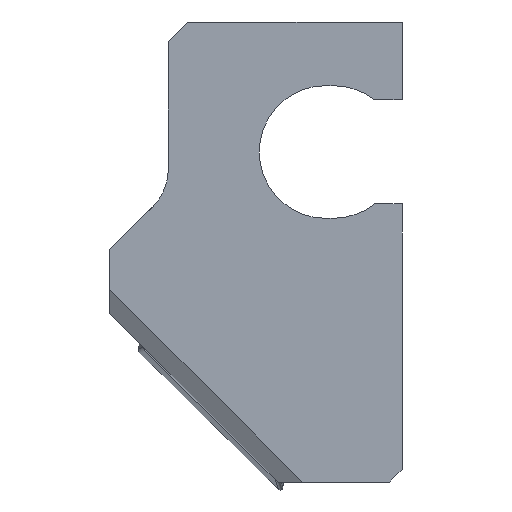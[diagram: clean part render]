
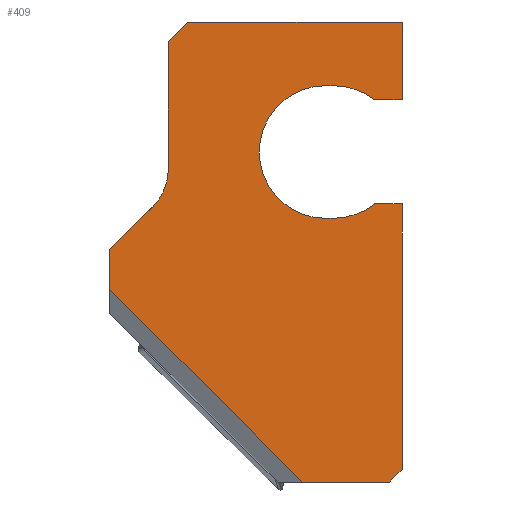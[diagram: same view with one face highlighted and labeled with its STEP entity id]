
A CAD part, front view. The second image highlights one B-rep face of the part: STEP entity #409.
In plain terms, the highlighted planar face has unit normal (0, -1, 0).
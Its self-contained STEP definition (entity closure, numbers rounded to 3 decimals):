
#174=EDGE_CURVE('240[2]',#513,#514,#515,.T.);
#178=EDGE_CURVE('240[2]',#521,#522,#523,.T.);
#194=EDGE_CURVE('240[2]',#548,#549,#550,.T.);
#212=EDGE_CURVE('240[2]',#576,#577,#578,.T.);
#235=EDGE_CURVE('240[2]',#613,#537,#614,.T.);
#261=EDGE_CURVE('240[2]',#651,#652,#653,.T.);
#279=EDGE_CURVE('240[2]',#577,#537,#678,.T.);
#285=EDGE_CURVE('240[2]',#652,#521,#686,.T.);
#358=EDGE_CURVE('240[2]',#634,#534,#781,.T.);
#372=EDGE_CURVE('240[2]',#630,#680,#797,.T.);
#374=EDGE_CURVE('240[2]',#799,#634,#800,.T.);
#409=ADVANCED_FACE('240[2]',(#843),#844,.T.);
#420=EDGE_CURVE('240[2]',#522,#576,#856,.T.);
#428=EDGE_CURVE('240[2]',#534,#651,#864,.T.);
#434=EDGE_CURVE('240[2]',#514,#870,#871,.T.);
#458=EDGE_CURVE('240[2]',#549,#513,#896,.T.);
#460=EDGE_CURVE('240[2]',#613,#548,#898,.T.);
#464=EDGE_CURVE('240[2]',#870,#630,#902,.T.);
#484=EDGE_CURVE('240[2]',#680,#799,#924,.T.);
#513=VERTEX_POINT('',#948);
#514=VERTEX_POINT('',#949);
#515=LINE('',#950,#951);
#521=VERTEX_POINT('',#959);
#522=VERTEX_POINT('',#960);
#523=LINE('',#961,#962);
#534=VERTEX_POINT('',#976);
#537=VERTEX_POINT('',#981);
#548=VERTEX_POINT('',#998);
#549=VERTEX_POINT('',#999);
#550=LINE('',#1000,#1001);
#576=VERTEX_POINT('',#1036);
#577=VERTEX_POINT('',#1037);
#578=LINE('',#1038,#1039);
#613=VERTEX_POINT('',#1089);
#614=LINE('',#1090,#1091);
#630=VERTEX_POINT('',#1114);
#634=VERTEX_POINT('',#1120);
#651=VERTEX_POINT('',#1144);
#652=VERTEX_POINT('',#1145);
#653=LINE('',#1146,#1147);
#678=LINE('',#1183,#1184);
#680=VERTEX_POINT('',#1187);
#686=CIRCLE('',#1197,5.1);
#781=LINE('',#1333,#1334);
#797=LINE('',#1359,#1360);
#799=VERTEX_POINT('',#1363);
#800=CIRCLE('',#1364,5.1);
#843=FACE_OUTER_BOUND('',#1432,.T.);
#844=PLANE('',#1433);
#856=LINE('',#1453,#1454);
#864=CIRCLE('',#1469,5.1);
#870=VERTEX_POINT('',#1480);
#871=LINE('',#1481,#1482);
#896=CIRCLE('',#1523,4.0);
#898=LINE('',#1526,#1527);
#902=LINE('',#1534,#1535);
#924=LINE('',#1571,#1572);
#948=CARTESIAN_POINT('',(-18.,-8.0,-11.343));
#949=CARTESIAN_POINT('',(-18.,-8.0,-1.5));
#950=CARTESIAN_POINT('',(-18.,-8.0,-13.));
#951=VECTOR('',#1583,1.0);
#959=CARTESIAN_POINT('',(-2.136,-8.0,-14.0));
#960=CARTESIAN_POINT('',(0.,-8.0,-14.0));
#961=CARTESIAN_POINT('',(0.,-8.0,-14.0));
#962=VECTOR('',#1587,1.0);
#976=CARTESIAN_POINT('',(-5.9,-8.0,-4.9));
#981=CARTESIAN_POINT('',(-7.681,-8.0,-35.4));
#998=CARTESIAN_POINT('',(-22.5,-8.0,-17.5));
#999=CARTESIAN_POINT('',(-19.172,-8.0,-14.172));
#1000=CARTESIAN_POINT('',(-22.5,-8.0,-17.5));
#1001=VECTOR('',#1619,1.0);
#1036=CARTESIAN_POINT('',(0.,-8.0,-34.4));
#1037=CARTESIAN_POINT('',(-1.,-8.0,-35.4));
#1038=CARTESIAN_POINT('',(-1.,-8.0,-35.4));
#1039=VECTOR('',#1658,1.0);
#1089=CARTESIAN_POINT('',(-22.5,-8.0,-20.581));
#1090=CARTESIAN_POINT('',(-35.026,-8.0,-8.055));
#1091=VECTOR('',#1682,1.0);
#1114=CARTESIAN_POINT('',(0.,-8.0,0.));
#1120=CARTESIAN_POINT('',(-5.3,-8.0,-4.9));
#1144=CARTESIAN_POINT('',(-5.9,-8.0,-15.1));
#1145=CARTESIAN_POINT('',(-5.3,-8.0,-15.1));
#1146=CARTESIAN_POINT('',(-5.3,-8.0,-15.1));
#1147=VECTOR('',#1732,1.0);
#1183=CARTESIAN_POINT('',(-1.,-8.0,-35.4));
#1184=VECTOR('',#1757,1.0);
#1187=CARTESIAN_POINT('',(0.,-8.0,-6.0));
#1197=AXIS2_PLACEMENT_3D('',#1760,#1761,#1762);
#1333=CARTESIAN_POINT('',(-5.3,-8.0,-4.9));
#1334=VECTOR('',#1900,1.0);
#1359=CARTESIAN_POINT('',(0.,-8.0,-6.0));
#1360=VECTOR('',#1920,1.0);
#1363=CARTESIAN_POINT('',(-2.136,-8.0,-6.));
#1364=AXIS2_PLACEMENT_3D('',#1921,#1922,#1923);
#1432=EDGE_LOOP('',(#1967,#1968,#1969,#1970,#1971,#1972,#1973,#1974,#1975,#1976,#1977,#1978,#1979,#1980,#1981,#1982,#1983,#1984));
#1433=AXIS2_PLACEMENT_3D('',#1985,#1986,#1987);
#1453=CARTESIAN_POINT('',(0.,-8.0,-34.4));
#1454=VECTOR('',#1999,1.0);
#1469=AXIS2_PLACEMENT_3D('',#2003,#2004,#2005);
#1480=CARTESIAN_POINT('',(-16.5,-8.0,0.));
#1481=CARTESIAN_POINT('',(-18.,-8.0,-1.5));
#1482=VECTOR('',#2008,1.0);
#1523=AXIS2_PLACEMENT_3D('',#2030,#2031,#2032);
#1526=CARTESIAN_POINT('',(-22.5,-8.0,-22.4));
#1527=VECTOR('',#2033,1.0);
#1534=CARTESIAN_POINT('',(0.,-8.0,0.));
#1535=VECTOR('',#2035,1.0);
#1571=CARTESIAN_POINT('',(0.,-8.0,-6.0));
#1572=VECTOR('',#2062,1.0);
#1583=DIRECTION('',(0.,0.,1.0));
#1587=DIRECTION('',(1.0,0.,0.));
#1619=DIRECTION('',(0.707,0.,0.707));
#1658=DIRECTION('',(-0.707,0.,-0.707));
#1682=DIRECTION('',(0.707,0.,-0.707));
#1732=DIRECTION('',(1.0,0.,0.));
#1757=DIRECTION('',(-1.0,0.,0.));
#1760=CARTESIAN_POINT('',(-5.3,-8.0,-10.0));
#1761=DIRECTION('',(0.,-1.0,0.));
#1762=DIRECTION('',(0.,0.,-1.0));
#1900=DIRECTION('',(-1.0,0.,0.));
#1920=DIRECTION('',(0.,0.,-1.0));
#1921=CARTESIAN_POINT('',(-5.3,-8.0,-10.0));
#1922=DIRECTION('',(0.,-1.0,0.));
#1923=DIRECTION('',(0.,0.,-1.0));
#1967=ORIENTED_EDGE('',*,*,#235,.T.);
#1968=ORIENTED_EDGE('',*,*,#279,.F.);
#1969=ORIENTED_EDGE('',*,*,#212,.F.);
#1970=ORIENTED_EDGE('',*,*,#420,.F.);
#1971=ORIENTED_EDGE('',*,*,#178,.F.);
#1972=ORIENTED_EDGE('',*,*,#285,.F.);
#1973=ORIENTED_EDGE('',*,*,#261,.F.);
#1974=ORIENTED_EDGE('',*,*,#428,.F.);
#1975=ORIENTED_EDGE('',*,*,#358,.F.);
#1976=ORIENTED_EDGE('',*,*,#374,.F.);
#1977=ORIENTED_EDGE('',*,*,#484,.F.);
#1978=ORIENTED_EDGE('',*,*,#372,.F.);
#1979=ORIENTED_EDGE('',*,*,#464,.F.);
#1980=ORIENTED_EDGE('',*,*,#434,.F.);
#1981=ORIENTED_EDGE('',*,*,#174,.F.);
#1982=ORIENTED_EDGE('',*,*,#458,.F.);
#1983=ORIENTED_EDGE('',*,*,#194,.F.);
#1984=ORIENTED_EDGE('',*,*,#460,.F.);
#1985=CARTESIAN_POINT('',(0.,-8.0,-24.2));
#1986=DIRECTION('',(0.,-1.0,0.));
#1987=DIRECTION('',(0.,0.,-1.0));
#1999=DIRECTION('',(0.,0.,-1.0));
#2003=CARTESIAN_POINT('',(-5.9,-8.0,-10.0));
#2004=DIRECTION('',(0.,-1.0,0.));
#2005=DIRECTION('',(0.,0.,-1.0));
#2008=DIRECTION('',(0.707,0.,0.707));
#2030=CARTESIAN_POINT('',(-22.,-8.0,-11.343));
#2031=DIRECTION('',(0.,-1.0,0.));
#2032=DIRECTION('',(0.924,0.,-0.383));
#2033=DIRECTION('',(0.,0.,1.0));
#2035=DIRECTION('',(1.0,0.,0.));
#2062=DIRECTION('',(-1.0,0.,0.));
